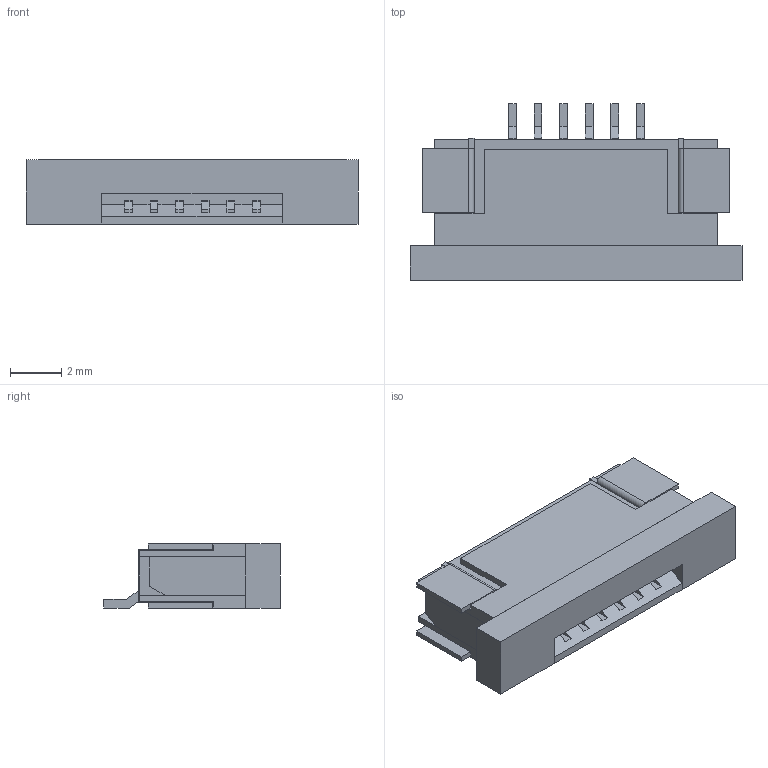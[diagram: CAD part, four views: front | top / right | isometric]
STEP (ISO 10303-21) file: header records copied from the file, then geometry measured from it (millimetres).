
FILE_DESCRIPTION(('STEP AP214'),'1');
FILE_NAME('FCP 6-PIN SMD.stp','2017-09-06T20:17:03',(' '),(' '),'Spatial InterOp 3D',' ',' ');
FILE_SCHEMA(('automotive_design'));
Length unit declared in the file: millimetre
Products named in the file (11): Part1; Part2; Part3; Part4; Part5; Part6; Part7; Part8; Part9; Part12
Assembly tree (10 placements, depth 2):
  (unnamed)
    Part1
    Part2
    Part3
    Part4
    Part5
    Part6
    Part7
    Part8
    Part9
    Part12
Bounding box: 12.97 x 6.9 x 2.5 mm (x, y, z)
Volume: 142.1 mm3; surface area: 573.7 mm2
Topology: 10 solids, 10 shells, 259 faces, 700 edges, 463 vertices
Faces by surface type: plane 255, cylinder 4
Entity records: 13427 total; most frequent: CARTESIAN_POINT 1434, ORIENTED_EDGE 1400, DIRECTION 1247, STYLED_ITEM 893, PRESENTATION_STYLE_ASSIGNMENT 893, COLOUR_RGB 893, EDGE_CURVE 700, LINE 691
